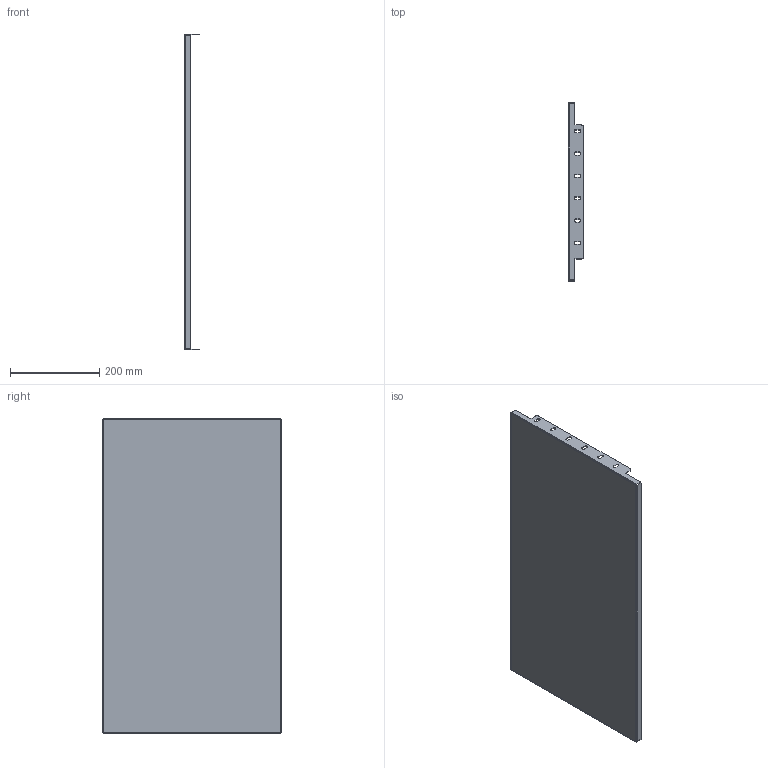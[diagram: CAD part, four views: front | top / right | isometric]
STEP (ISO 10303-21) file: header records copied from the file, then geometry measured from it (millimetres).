
FILE_DESCRIPTION (( 'STEP AP203' ), '1' );
FILE_NAME ('YKM40D-FO-VSS-040-080 ÀÃÈÅ 275.00.006-06 Ïàíåëü ðàçäåëèòåëüíàÿ áîêîâàÿ.STEP', '2020-12-10T12:07:39', ( '' ), ( '' ), 'SwSTEP 2.0', 'SolidWorks 2017', '' );
FILE_SCHEMA (( 'CONFIG_CONTROL_DESIGN' ));
Length unit declared in the file: millimetre
Products named in the file (1): YKM40D-FO-VSS-040-080  ÀÃÈÅ 275.00.006-06 Ïàíåëü ðàçäåëèòåëüíàÿ áîêîâàÿ
Bounding box: 35 x 399 x 707 mm (x, y, z)
Volume: 482267.7 mm3; surface area: 645783.4 mm2
Topology: 1 solids, 1 shells, 114 faces, 320 edges, 208 vertices
Faces by surface type: plane 78, cylinder 36
Entity records: 3773 total; most frequent: CARTESIAN_POINT 643, ORIENTED_EDGE 640, DIRECTION 622, EDGE_CURVE 320, LINE 248, VECTOR 248, VERTEX_POINT 208, AXIS2_PLACEMENT_3D 187
